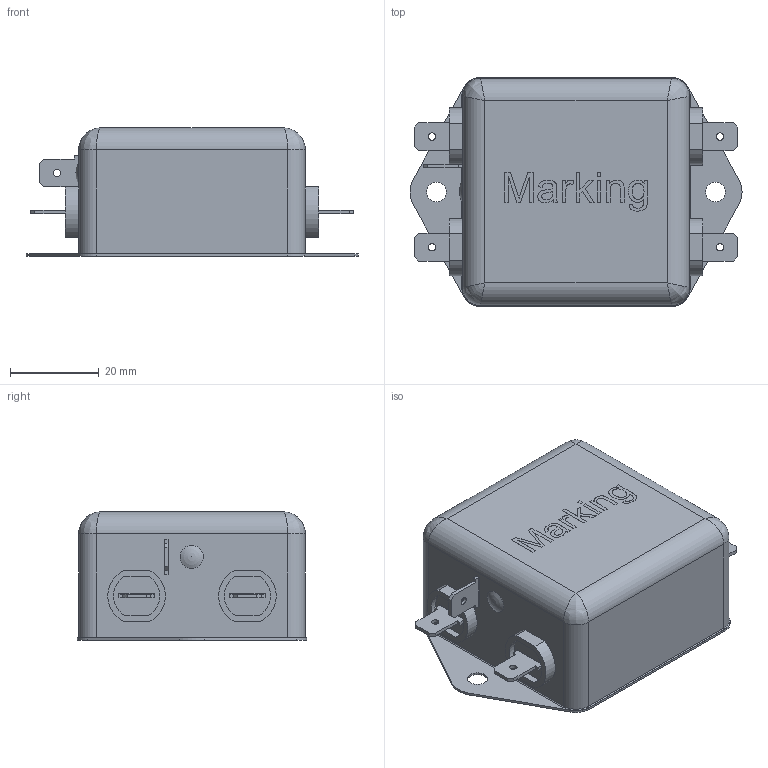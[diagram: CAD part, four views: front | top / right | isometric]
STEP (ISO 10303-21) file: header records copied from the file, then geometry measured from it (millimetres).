
FILE_DESCRIPTION(/* description */ ('Unknown'),/* implementation_level */ '2;1');
FILE_NAME(/* name */ '810912xxx_Single-Stage advanced',/* time_stamp */ '2018-09-25T15:48:34+02:00',/* author */ ('Unknown'),/* organization */ ('Unknown'),/* preprocessor_version */ 'ST-DEVELOPER v16.7',/* originating_system */ 'DEX',/* authorisation */ $);
FILE_SCHEMA (('AUTOMOTIVE_DESIGN {1 0 10303 214 3 1 1}'));
Length unit declared in the file: millimetre
Products named in the file (4): 810912xxx_single advanced; Housing; Body; Weld
Assembly tree (3 placements, depth 2):
  810912xxx_single advanced
    Housing
    Body
    Weld
Bounding box: 75 x 51.8 x 29 mm (x, y, z)
Volume: 75065.9 mm3; surface area: 26906.5 mm2
Topology: 8 solids, 8 shells, 290 faces, 721 edges, 469 vertices
Faces by surface type: plane 200, cylinder 61, bspline 20, torus 9
Full cylindrical faces by diameter (mm): 1.65 x5, 4.5 x2
Entity records: 10914 total; most frequent: CARTESIAN_POINT 2777, ORIENTED_EDGE 1414, DIRECTION 1263, EDGE_CURVE 707, VERTEX_POINT 468, LINE 451, VECTOR 451, AXIS2_PLACEMENT_3D 406
